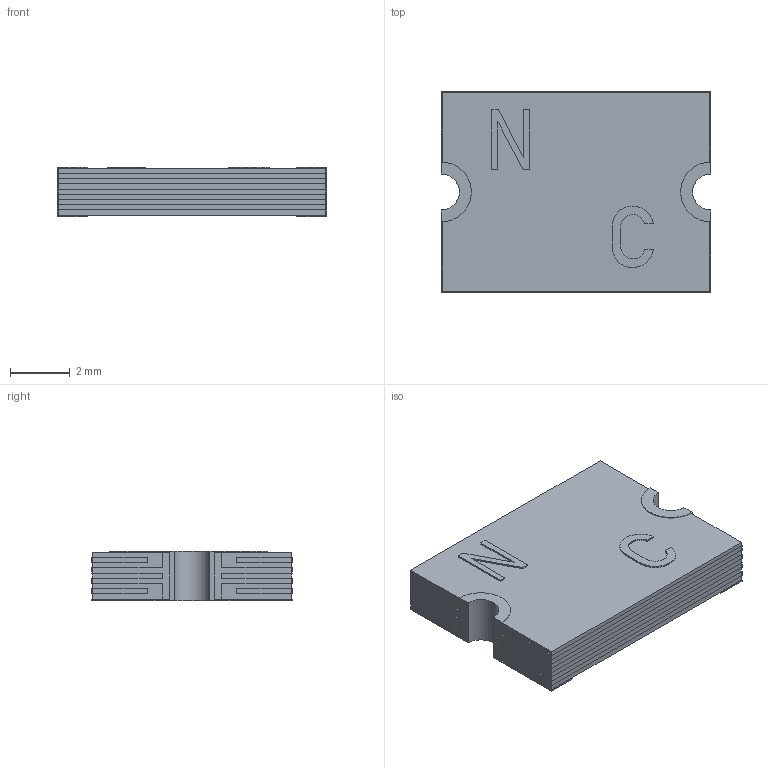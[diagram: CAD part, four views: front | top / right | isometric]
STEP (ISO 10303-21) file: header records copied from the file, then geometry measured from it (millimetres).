
FILE_DESCRIPTION (( 'STEP AP214' ), '1' );
FILE_NAME ('A305106B-2BD1-4B7A-A9BD-F3B879B456BF.STEP', '2026-02-25T10:04:06', ( '' ), ( '' ), 'SwSTEP 2.0', 'SolidWorks 2022', '' );
FILE_SCHEMA (( 'AUTOMOTIVE_DESIGN' ));
Length unit declared in the file: millimetre
Products named in the file (1): A305106B-2BD1-4B7A-A9BD-F3B879B456BF
Bounding box: 9 x 6.7 x 1.65 mm (x, y, z)
Surface area: 658 mm2
Topology: 4 solids, 4 shells, 105 faces, 284 edges, 189 vertices
Faces by surface type: plane 80, cylinder 17, bspline 8
Entity records: 3975 total; most frequent: CARTESIAN_POINT 1163, ORIENTED_EDGE 568, DIRECTION 499, EDGE_CURVE 284, VECTOR 233, LINE 233, VERTEX_POINT 189, AXIS2_PLACEMENT_3D 133
